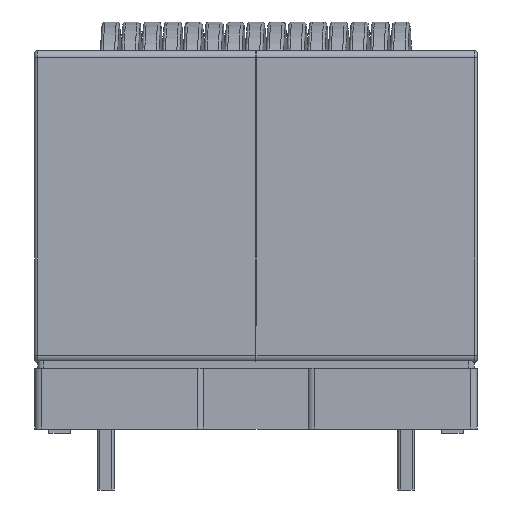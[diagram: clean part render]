
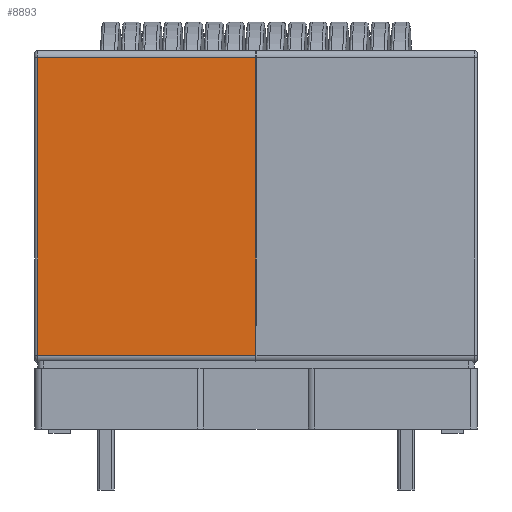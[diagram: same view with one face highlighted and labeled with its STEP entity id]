
A CAD part, left-side view. The second image highlights one B-rep face of the part: STEP entity #8893.
In plain terms, the highlighted face is planar.
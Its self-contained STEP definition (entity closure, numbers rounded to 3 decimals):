
#1883=ORIENTED_EDGE('',*,*,#4275,.T.);
#1884=ORIENTED_EDGE('',*,*,#4276,.T.);
#1885=ORIENTED_EDGE('',*,*,#4277,.T.);
#1886=ORIENTED_EDGE('',*,*,#4264,.F.);
#4264=EDGE_CURVE('',#5492,#5493,#6380,.T.);
#4275=EDGE_CURVE('',#5492,#5500,#6384,.F.);
#4276=EDGE_CURVE('',#5500,#5501,#6385,.T.);
#4277=EDGE_CURVE('',#5501,#5493,#6386,.T.);
#5492=VERTEX_POINT('',#23772);
#5493=VERTEX_POINT('',#23774);
#5500=VERTEX_POINT('',#23794);
#5501=VERTEX_POINT('',#23796);
#6380=LINE('',#23773,#6963);
#6384=LINE('',#23793,#6967);
#6385=LINE('',#23795,#6968);
#6386=LINE('',#23797,#6969);
#6963=VECTOR('',#12297,1000.);
#6967=VECTOR('',#12319,1000.);
#6968=VECTOR('',#12320,1000.);
#6969=VECTOR('',#12321,1000.);
#7468=EDGE_LOOP('',(#1883,#1884,#1885,#1886));
#8057=FACE_BOUND('',#7468,.T.);
#8606=PLANE('',#11487);
#8893=ADVANCED_FACE('',(#8057),#8606,.T.);
#11487=AXIS2_PLACEMENT_3D('',#23792,#12317,#12318);
#12297=DIRECTION('',(0.,-1.,0.));
#12317=DIRECTION('',(1.,0.,0.));
#12318=DIRECTION('',(0.,1.,0.));
#12319=DIRECTION('',(0.,0.,-1.));
#12320=DIRECTION('',(0.,-1.,0.));
#12321=DIRECTION('',(0.,0.,-1.));
#23772=CARTESIAN_POINT('',(16.,10.5,-7.8));
#23773=CARTESIAN_POINT('',(16.,11.,-7.8));
#23774=CARTESIAN_POINT('',(16.,-10.5,-7.8));
#23792=CARTESIAN_POINT('',(16.,11.,7.8));
#23793=CARTESIAN_POINT('',(16.,10.5,7.8));
#23794=CARTESIAN_POINT('',(16.,10.5,7.6));
#23795=CARTESIAN_POINT('',(16.,-10.5,7.6));
#23796=CARTESIAN_POINT('',(16.,-10.5,7.6));
#23797=CARTESIAN_POINT('',(16.,-10.5,7.8));
